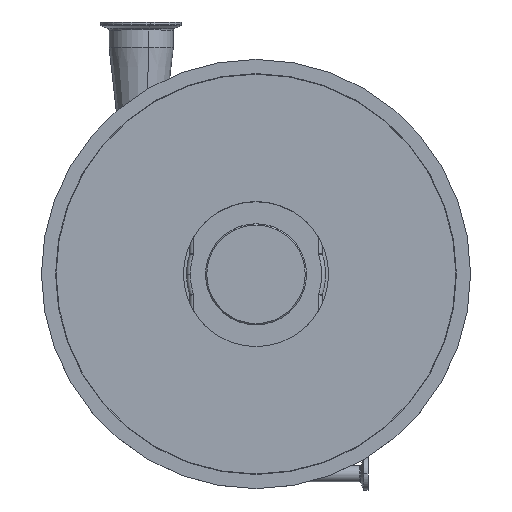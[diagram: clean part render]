
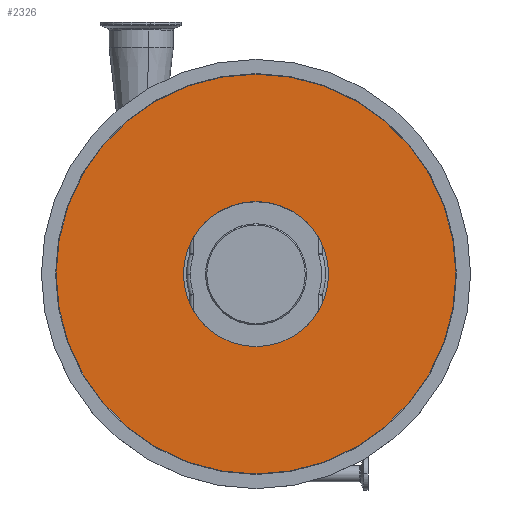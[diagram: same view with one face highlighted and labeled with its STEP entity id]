
A CAD part, top view. The second image highlights one B-rep face of the part: STEP entity #2326.
In plain terms, the highlighted planar face has unit normal (0, 0, 1).
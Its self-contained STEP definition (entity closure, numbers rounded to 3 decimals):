
#148 = CARTESIAN_POINT ( 'NONE',  ( 0., 0., -9. ) ) ;
#729 = AXIS2_PLACEMENT_3D ( 'NONE', #11610, #2453, #4530 ) ;
#1219 = DIRECTION ( 'NONE',  ( 0., 0., 1. ) ) ;
#1442 = CARTESIAN_POINT ( 'NONE',  ( -158.4, 0., -9. ) ) ;
#1525 = EDGE_CURVE ( 'NONE', #4656, #11618, #1887, .T. ) ;
#1707 = CARTESIAN_POINT ( 'NONE',  ( -57.5, 0., -9. ) ) ;
#1786 = AXIS2_PLACEMENT_3D ( 'NONE', #2234, #1219, #8352 ) ;
#1887 = CIRCLE ( 'NONE', #10208, 158.4 ) ;
#2234 = CARTESIAN_POINT ( 'NONE',  ( 0., 0., -9. ) ) ;
#2326 = ADVANCED_FACE ( 'NONE', ( #10256, #8176 ), #10119, .T. ) ;
#2396 = AXIS2_PLACEMENT_3D ( 'NONE', #11031, #8812, #10092 ) ;
#2453 = DIRECTION ( 'NONE',  ( 0., 0., 1. ) ) ;
#2482 = VERTEX_POINT ( 'NONE', #3578 ) ;
#3578 = CARTESIAN_POINT ( 'NONE',  ( 57.5, 0., -9. ) ) ;
#4108 = CIRCLE ( 'NONE', #2396, 57.5 ) ;
#4242 = DIRECTION ( 'NONE',  ( 1., 0., 0. ) ) ;
#4530 = DIRECTION ( 'NONE',  ( 1., 0., 0. ) ) ;
#4656 = VERTEX_POINT ( 'NONE', #7841 ) ;
#4773 = EDGE_CURVE ( 'NONE', #2482, #5755, #4108, .T. ) ;
#5457 = EDGE_CURVE ( 'NONE', #11618, #4656, #7095, .T. ) ;
#5755 = VERTEX_POINT ( 'NONE', #1707 ) ;
#7095 = CIRCLE ( 'NONE', #1786, 158.4 ) ;
#7841 = CARTESIAN_POINT ( 'NONE',  ( 158.4, 0., -9. ) ) ;
#7845 = ORIENTED_EDGE ( 'NONE', *, *, #5457, .T. ) ;
#8176 = FACE_BOUND ( 'NONE', #12032, .T. ) ;
#8194 = CIRCLE ( 'NONE', #729, 57.5 ) ;
#8352 = DIRECTION ( 'NONE',  ( 1., 0., 0. ) ) ;
#8744 = ORIENTED_EDGE ( 'NONE', *, *, #9350, .F. ) ;
#8812 = DIRECTION ( 'NONE',  ( 0., 0., 1. ) ) ;
#9350 = EDGE_CURVE ( 'NONE', #5755, #2482, #8194, .T. ) ;
#9518 = DIRECTION ( 'NONE',  ( 0., 0., 1. ) ) ;
#9714 = DIRECTION ( 'NONE',  ( 1., 0., 0. ) ) ;
#9837 = EDGE_LOOP ( 'NONE', ( #12771, #7845 ) ) ;
#10092 = DIRECTION ( 'NONE',  ( 1., 0., 0. ) ) ;
#10119 = PLANE ( 'NONE',  #11298 ) ;
#10208 = AXIS2_PLACEMENT_3D ( 'NONE', #11730, #9518, #9714 ) ;
#10256 = FACE_OUTER_BOUND ( 'NONE', #9837, .T. ) ;
#10391 = DIRECTION ( 'NONE',  ( 0., 0., 1. ) ) ;
#11031 = CARTESIAN_POINT ( 'NONE',  ( 0., 0., -9. ) ) ;
#11298 = AXIS2_PLACEMENT_3D ( 'NONE', #148, #10391, #4242 ) ;
#11610 = CARTESIAN_POINT ( 'NONE',  ( 0., 0., -9. ) ) ;
#11618 = VERTEX_POINT ( 'NONE', #1442 ) ;
#11730 = CARTESIAN_POINT ( 'NONE',  ( 0., 0., -9. ) ) ;
#12032 = EDGE_LOOP ( 'NONE', ( #12699, #8744 ) ) ;
#12699 = ORIENTED_EDGE ( 'NONE', *, *, #4773, .F. ) ;
#12771 = ORIENTED_EDGE ( 'NONE', *, *, #1525, .T. ) ;
